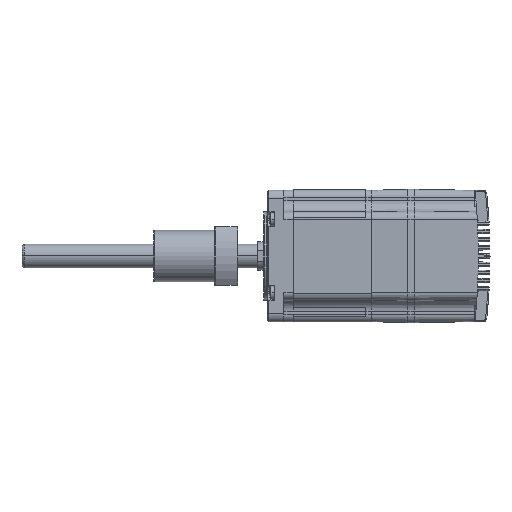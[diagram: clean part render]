
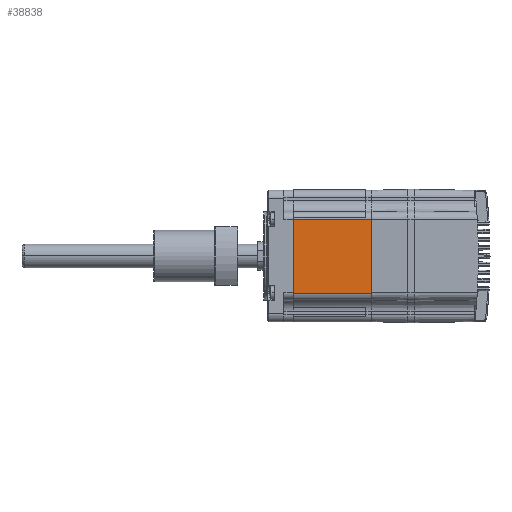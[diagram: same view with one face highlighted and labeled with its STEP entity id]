
A CAD part, left-side view. The second image highlights one B-rep face of the part: STEP entity #38838.
In plain terms, the highlighted planar face has unit normal (-1, 0, 0).
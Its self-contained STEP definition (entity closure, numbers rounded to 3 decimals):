
#625 = CARTESIAN_POINT ( 'NONE',  ( -17.293, -62.501, 77.325 ) ) ;
#1448 = PLANE ( 'NONE',  #30724 ) ;
#1776 = VECTOR ( 'NONE', #34841, 1000. ) ;
#2942 = LINE ( 'NONE', #40952, #7074 ) ;
#3818 = VERTEX_POINT ( 'NONE', #35579 ) ;
#3821 = LINE ( 'NONE', #24820, #1776 ) ;
#4149 = FACE_OUTER_BOUND ( 'NONE', #17995, .T. ) ;
#7074 = VECTOR ( 'NONE', #24651, 1000. ) ;
#7310 = LINE ( 'NONE', #12661, #11874 ) ;
#7936 = ORIENTED_EDGE ( 'NONE', *, *, #17676, .F. ) ;
#9118 = ORIENTED_EDGE ( 'NONE', *, *, #26709, .F. ) ;
#11874 = VECTOR ( 'NONE', #12375, 1000. ) ;
#12375 = DIRECTION ( 'NONE',  ( 0., 0., -1. ) ) ;
#12661 = CARTESIAN_POINT ( 'NONE',  ( -17.293, -29.001, 77.325 ) ) ;
#14764 = DIRECTION ( 'NONE',  ( 1., 0., 0. ) ) ;
#16794 = CARTESIAN_POINT ( 'NONE',  ( -17.293, -62.501, 77.325 ) ) ;
#17676 = EDGE_CURVE ( 'NONE', #20888, #31498, #3821, .T. ) ;
#17995 = EDGE_LOOP ( 'NONE', ( #9118, #7936, #27281, #34396 ) ) ;
#18001 = CARTESIAN_POINT ( 'NONE',  ( -17.293, -62.501, 45.725 ) ) ;
#20888 = VERTEX_POINT ( 'NONE', #625 ) ;
#24651 = DIRECTION ( 'NONE',  ( 0., 1., 0. ) ) ;
#24820 = CARTESIAN_POINT ( 'NONE',  ( -17.293, -62.501, 36.35 ) ) ;
#25226 = EDGE_CURVE ( 'NONE', #30706, #20888, #26592, .T. ) ;
#26592 = LINE ( 'NONE', #16794, #31175 ) ;
#26709 = EDGE_CURVE ( 'NONE', #31498, #3818, #2942, .T. ) ;
#27281 = ORIENTED_EDGE ( 'NONE', *, *, #25226, .F. ) ;
#30706 = VERTEX_POINT ( 'NONE', #35435 ) ;
#30724 = AXIS2_PLACEMENT_3D ( 'NONE', #34387, #14764, #30934 ) ;
#30934 = DIRECTION ( 'NONE',  ( 0., -1., 0. ) ) ;
#31175 = VECTOR ( 'NONE', #35973, 1000. ) ;
#31498 = VERTEX_POINT ( 'NONE', #18001 ) ;
#34387 = CARTESIAN_POINT ( 'NONE',  ( -17.293, -62.501, 77.325 ) ) ;
#34396 = ORIENTED_EDGE ( 'NONE', *, *, #37189, .T. ) ;
#34841 = DIRECTION ( 'NONE',  ( 0., 0., -1. ) ) ;
#35435 = CARTESIAN_POINT ( 'NONE',  ( -17.293, -29.001, 77.325 ) ) ;
#35579 = CARTESIAN_POINT ( 'NONE',  ( -17.293, -29.001, 45.725 ) ) ;
#35973 = DIRECTION ( 'NONE',  ( 0., -1., 0. ) ) ;
#37189 = EDGE_CURVE ( 'NONE', #30706, #3818, #7310, .T. ) ;
#38838 = ADVANCED_FACE ( 'NONE', ( #4149 ), #1448, .F. ) ;
#40952 = CARTESIAN_POINT ( 'NONE',  ( -17.293, -62.501, 45.725 ) ) ;
